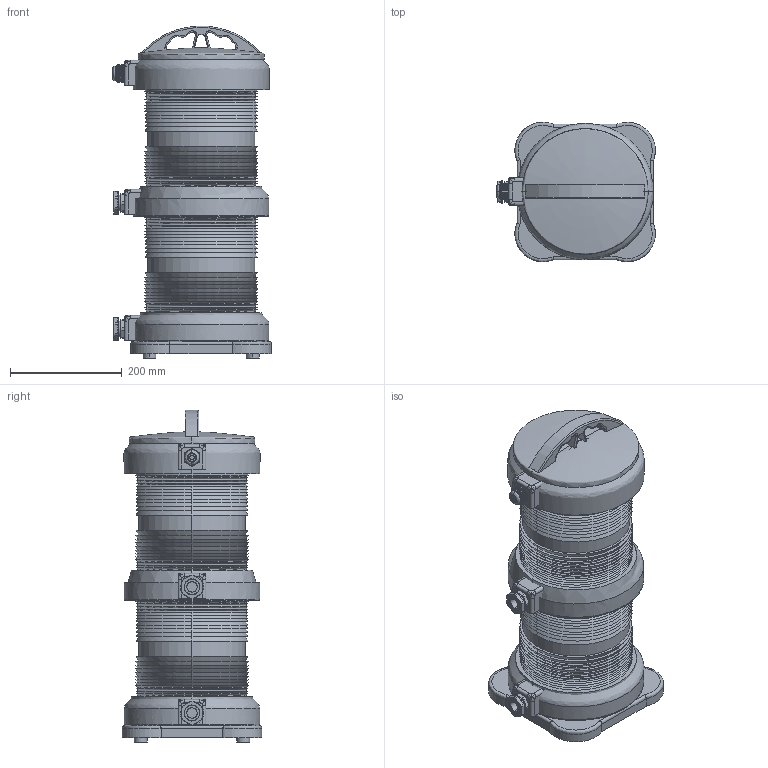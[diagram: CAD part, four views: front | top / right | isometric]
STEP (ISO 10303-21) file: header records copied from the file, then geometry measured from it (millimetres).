
FILE_DESCRIPTION(('FreeCAD Model'),'2;1');
FILE_NAME('Open CASCADE Shape Model','2025-05-03T10:06:13',('FreeCAD'),( 'FreeCAD'),'Open CASCADE STEP processor 7.6','FreeCAD','Unknown');
FILE_SCHEMA(('AUTOMOTIVE_DESIGN { 1 0 10303 214 1 1 1 1 }'));
Products named in the file (1): Open CASCADE STEP translator 7.6 1
Bounding box: 283.53 x 249.15 x 593.19 mm (x, y, z)
Volume: 19318150.6 mm3; surface area: 1227165 mm2
Topology: 19 solids, 19 shells, 1320 faces, 2853 edges, 1576 vertices
Faces by surface type: bspline 1320
Entity records: 72056 total; most frequent: CARTESIAN_POINT 55533, ORIENTED_EDGE 5702, EDGE_CURVE 2851, B_SPLINE_CURVE_WITH_KNOTS 1819, VERTEX_POINT 1576, FACE_BOUND 1335, EDGE_LOOP 1335, ADVANCED_FACE 1320
